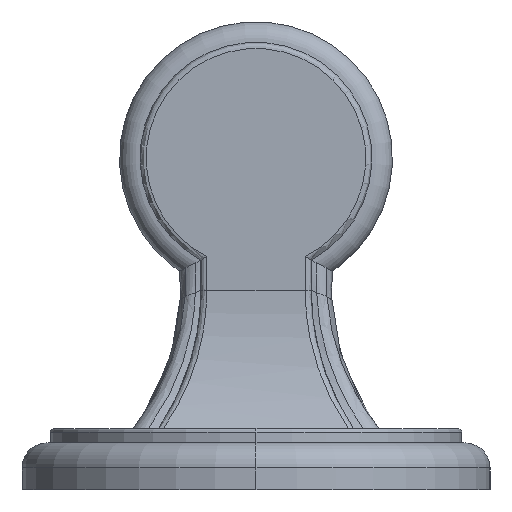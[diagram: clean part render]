
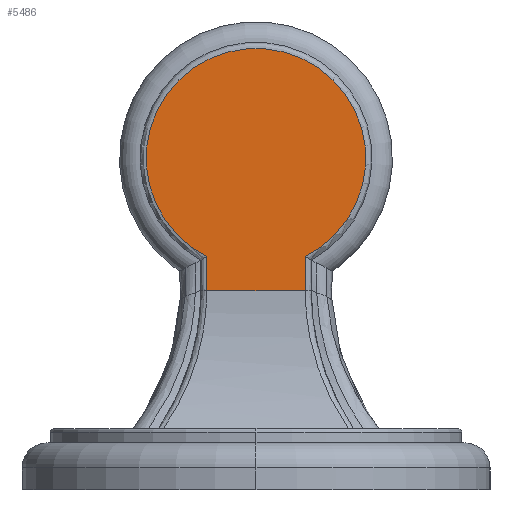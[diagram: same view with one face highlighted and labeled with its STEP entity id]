
A CAD part, left-side view. The second image highlights one B-rep face of the part: STEP entity #5486.
In plain terms, the highlighted planar face has unit normal (-1, 0, 0).
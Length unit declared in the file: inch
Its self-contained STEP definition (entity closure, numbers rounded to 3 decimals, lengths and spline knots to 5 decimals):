
#1790=DIRECTION('',(0.,0.,-1.));
#1791=VECTOR('',#1790,0.21848);
#1792=CARTESIAN_POINT('',(-18.35417,0.31517,
1.49549));
#1793=LINE('',#1792,#1791);
#1794=CARTESIAN_POINT('',(-18.35417,0.,2.125));
#1795=DIRECTION('',(1.,0.,0.));
#1796=DIRECTION('',(0.,0.448,-0.894));
#1797=AXIS2_PLACEMENT_3D('',#1794,#1795,#1796);
#1799=DIRECTION('',(0.,0.,1.));
#1800=VECTOR('',#1799,0.21848);
#1801=CARTESIAN_POINT('',(-18.35417,-0.31516,
1.277));
#1802=LINE('',#1801,#1800);
#1803=DIRECTION('',(0.,1.,0.));
#1804=VECTOR('',#1803,0.63033);
#1805=CARTESIAN_POINT('',(-18.35417,-0.31516,
1.277));
#1806=LINE('',#1805,#1804);
#2054=CARTESIAN_POINT('',(-18.35417,0.31517,
1.49549));
#2055=CARTESIAN_POINT('',(-18.35417,0.31516,
1.27701));
#2056=VERTEX_POINT('',#2054);
#2057=VERTEX_POINT('',#2055);
#2062=CARTESIAN_POINT('',(-18.35417,-0.31517,
1.49549));
#2063=VERTEX_POINT('',#2062);
#2068=CARTESIAN_POINT('',(-18.35417,-0.31516,
1.277));
#2069=VERTEX_POINT('',#2068);
#5473=CARTESIAN_POINT('',(-18.35417,-0.625,1.277));
#5474=DIRECTION('',(1.,0.,0.));
#5475=DIRECTION('',(0.,0.,1.));
#5476=AXIS2_PLACEMENT_3D('',#5473,#5474,#5475);
#5477=PLANE('',#5476);
#5479=ORIENTED_EDGE('',*,*,#5478,.F.);
#5481=ORIENTED_EDGE('',*,*,#5480,.T.);
#5482=ORIENTED_EDGE('',*,*,#5466,.F.);
#5483=ORIENTED_EDGE('',*,*,#4798,.T.);
#5484=EDGE_LOOP('',(#5479,#5481,#5482,#5483));
#5485=FACE_OUTER_BOUND('',#5484,.F.);
#5486=ADVANCED_FACE('',(#5485),#5477,.F.);
#1798=CIRCLE('',#1797,0.704);
#4798=EDGE_CURVE('',#2069,#2057,#1806,.T.);
#5466=EDGE_CURVE('',#2069,#2063,#1802,.T.);
#5478=EDGE_CURVE('',#2056,#2057,#1793,.T.);
#5480=EDGE_CURVE('',#2056,#2063,#1798,.T.);
